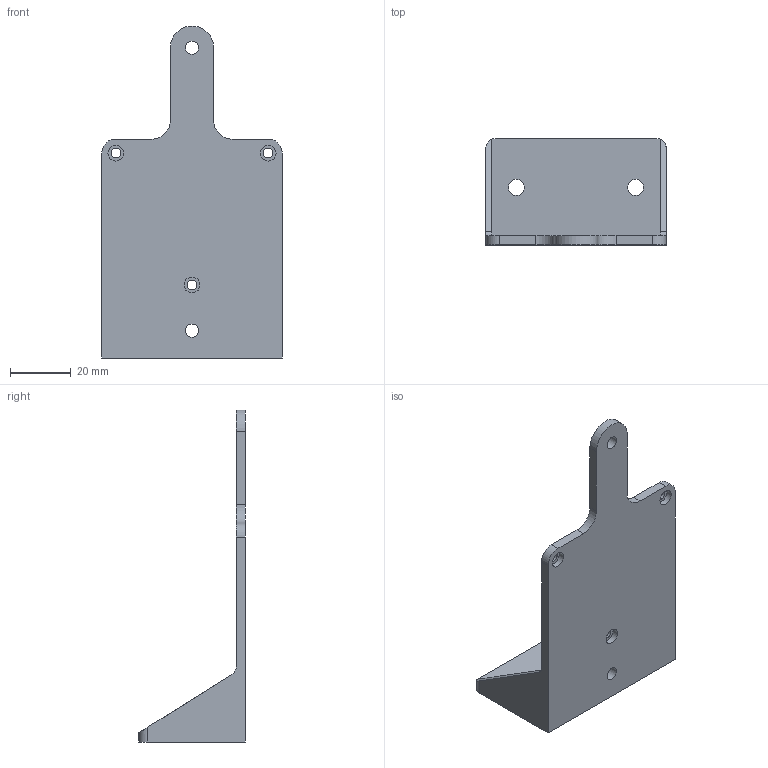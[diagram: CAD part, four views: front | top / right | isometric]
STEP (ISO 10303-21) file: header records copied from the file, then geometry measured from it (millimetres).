
FILE_DESCRIPTION(/* description */ (''),/* implementation_level */ '2;1');
FILE_NAME(/* name */ 'WM7040 mount v2.step',/* time_stamp */ '2022-08-14T08:21:04+08:00',/* author */ (''),/* organization */ (''),/* preprocessor_version */ 'ST-DEVELOPER v19',/* originating_system */ 'Autodesk Translation Framework v11.7.0.108',/* authorisation */ '');
FILE_SCHEMA (('AUTOMOTIVE_DESIGN { 1 0 10303 214 3 1 1 }'));
Length unit declared in the file: millimetre
Products named in the file (1): WM7040 mount
Bounding box: 59.2 x 35 x 109.05 mm (x, y, z)
Volume: 20897.4 mm3; surface area: 15811.7 mm2
Topology: 1 solids, 1 shells, 37 faces, 96 edges, 64 vertices
Faces by surface type: cylinder 19, plane 18
Full cylindrical faces by diameter (mm): 3.2 x3, 4.3 x2, 5.2 x3, 5.3 x2
Entity records: 1211 total; most frequent: DIRECTION 212, CARTESIAN_POINT 198, ORIENTED_EDGE 192, EDGE_CURVE 96, AXIS2_PLACEMENT_3D 78, VERTEX_POINT 64, LINE 56, VECTOR 56
